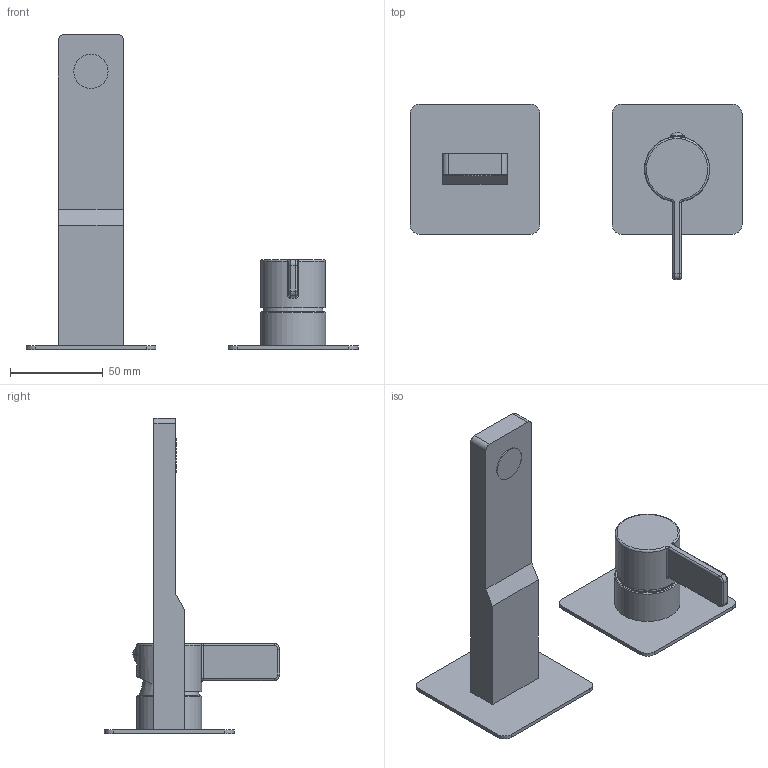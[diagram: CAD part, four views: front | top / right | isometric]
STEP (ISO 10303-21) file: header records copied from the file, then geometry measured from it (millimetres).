
FILE_DESCRIPTION((''),'2;1');
FILE_NAME('RO104CR70','2021-01-21T16:07:06',('ut3'),('PAFFONI SpA'),'CREO PARAMETRIC BY PTC INC, 2020044','CREO PARAMETRIC BY PTC INC, 2020044','');
FILE_SCHEMA(('CONFIG_CONTROL_DESIGN','SHAPE_APPEARANCE_LAYERS_GROUPS'));
Length unit declared in the file: millimetre
Products named in the file (1): RO104CR70
Bounding box: 179 x 94.53 x 170 mm (x, y, z)
Volume: 117155.1 mm3; surface area: 52473.2 mm2
Topology: 3 solids, 3 shells, 175 faces, 426 edges, 265 vertices
Faces by surface type: plane 71, cylinder 67, cone 21, torus 12, bspline 2, sphere 2
Entity records: 6864 total; most frequent: CARTESIAN_POINT 1433, DIRECTION 878, ORIENTED_EDGE 848, EDGE_CURVE 424, AXIS2_PLACEMENT_3D 328, VERTEX_POINT 265, VECTOR 222, LINE 222
